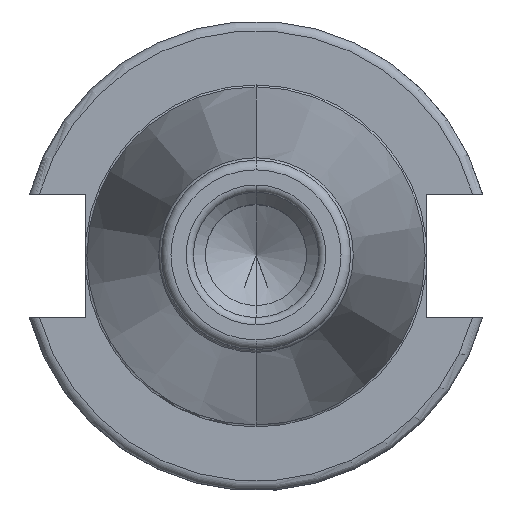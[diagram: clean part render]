
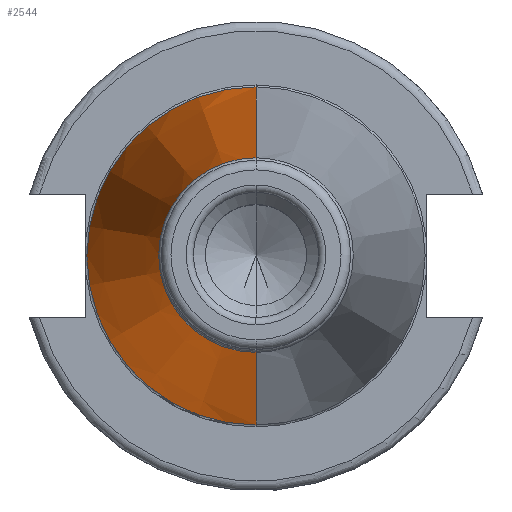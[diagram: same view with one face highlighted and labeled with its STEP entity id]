
A CAD part, top view. The second image highlights one B-rep face of the part: STEP entity #2544.
In plain terms, the highlighted conical face has half-angle 8.297 degrees and reference radius 27.65 mm.
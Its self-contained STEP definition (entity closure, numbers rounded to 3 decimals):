
#338=CARTESIAN_POINT('',(0,0,116.173));
#339=DIRECTION('',(0,0,1));
#340=DIRECTION('',(0,1,0));
#341=AXIS2_PLACEMENT_3D('',#338,#339,#340);
#343=DIRECTION('',(0,-0.144,0.99));
#344=VECTOR('',#343,103.254);
#345=CARTESIAN_POINT('',(0,35.1,14));
#346=LINE('',#345,#344);
#347=DIRECTION('',(0,0.144,0.99));
#348=VECTOR('',#347,103.254);
#349=CARTESIAN_POINT('',(0,-35.1,14));
#350=LINE('',#349,#348);
#351=CARTESIAN_POINT('',(0,0,14));
#352=DIRECTION('',(0,0,1));
#353=DIRECTION('',(0,1,0));
#354=AXIS2_PLACEMENT_3D('',#351,#352,#353);
#1737=CARTESIAN_POINT('',(0,35.1,14));
#1738=VERTEX_POINT('',#1737);
#1739=CARTESIAN_POINT('',(0,20.2,116.173));
#1740=VERTEX_POINT('',#1739);
#1777=CARTESIAN_POINT('',(0,-35.1,14));
#1778=VERTEX_POINT('',#1777);
#1779=CARTESIAN_POINT('',(0,-20.2,116.173));
#1780=VERTEX_POINT('',#1779);
#2530=CARTESIAN_POINT('',(0,0,65.087));
#2531=DIRECTION('',(0,0,-1));
#2532=DIRECTION('',(0,-1,0));
#2533=AXIS2_PLACEMENT_3D('',#2530,#2531,#2532);
#2534=CONICAL_SURFACE('',#2533,27.65,8.297);
#2536=ORIENTED_EDGE('',*,*,#2535,.T.);
#2537=ORIENTED_EDGE('',*,*,#2525,.T.);
#2539=ORIENTED_EDGE('',*,*,#2538,.F.);
#2541=ORIENTED_EDGE('',*,*,#2540,.F.);
#2542=EDGE_LOOP('',(#2536,#2537,#2539,#2541));
#2543=FACE_OUTER_BOUND('',#2542,.F.);
#2544=ADVANCED_FACE('',(#2543),#2534,.T.);
#342=CIRCLE('',#341,20.2);
#355=CIRCLE('',#354,35.1);
#2525=EDGE_CURVE('',#1740,#1780,#342,.T.);
#2535=EDGE_CURVE('',#1738,#1740,#346,.T.);
#2538=EDGE_CURVE('',#1778,#1780,#350,.T.);
#2540=EDGE_CURVE('',#1738,#1778,#355,.T.);
